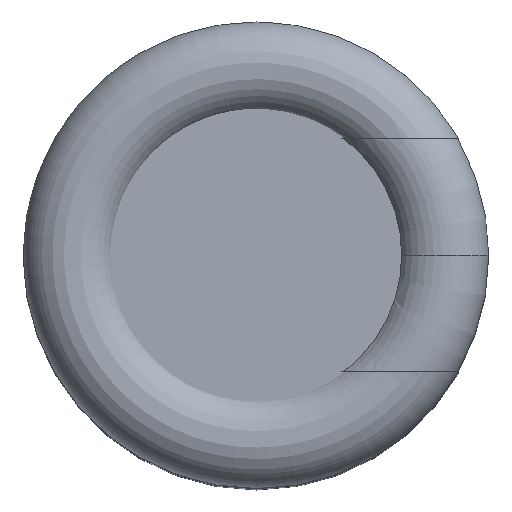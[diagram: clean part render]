
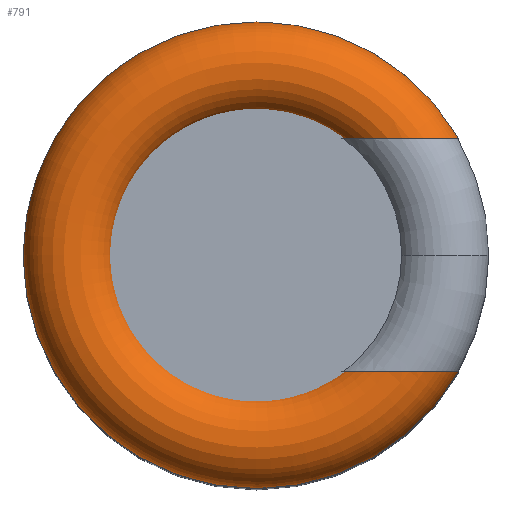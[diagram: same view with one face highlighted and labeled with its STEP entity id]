
A CAD part, top view. The second image highlights one B-rep face of the part: STEP entity #791.
In plain terms, the highlighted toroidal (fillet/blend) face has major radius 2 mm and minor radius 0.5 mm.
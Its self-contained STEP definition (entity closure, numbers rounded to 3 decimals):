
#791 = ADVANCED_FACE('',(#792),#960,.T.);
#792 = FACE_BOUND('',#793,.T.);
#793 = EDGE_LOOP('',(#794,#833,#842,#879,#916,#925));
#794 = ORIENTED_EDGE('',*,*,#795,.F.);
#795 = EDGE_CURVE('',#796,#798,#800,.T.);
#796 = VERTEX_POINT('',#797);
#797 = CARTESIAN_POINT('',(2.165,1.25,10.5));
#798 = VERTEX_POINT('',#799);
#799 = CARTESIAN_POINT('',(1.561,1.25,11.));
#800 = B_SPLINE_CURVE_WITH_KNOTS('',7,(#801,#802,#803,#804,#805,#806,
    #807,#808,#809,#810,#811,#812,#813,#814,#815,#816,#817,#818,#819,
    #820,#821,#822,#823,#824,#825,#826,#827,#828,#829,#830,#831,#832),
  .UNSPECIFIED.,.F.,.F.,(8,6,6,6,6,8),(0.,0.274,0.397,
    0.659,0.874,1.),.UNSPECIFIED.);
#801 = CARTESIAN_POINT('',(2.165,1.25,10.5));
#802 = CARTESIAN_POINT('',(2.165,1.25,10.565));
#803 = CARTESIAN_POINT('',(2.154,1.25,10.629));
#804 = CARTESIAN_POINT('',(2.131,1.25,10.692));
#805 = CARTESIAN_POINT('',(2.098,1.25,10.75));
#806 = CARTESIAN_POINT('',(2.055,1.25,10.804));
#807 = CARTESIAN_POINT('',(2.004,1.25,10.851));
#808 = CARTESIAN_POINT('',(1.92,1.25,10.907));
#809 = CARTESIAN_POINT('',(1.893,1.25,10.923));
#810 = CARTESIAN_POINT('',(1.865,1.25,10.938));
#811 = CARTESIAN_POINT('',(1.835,1.25,10.951));
#812 = CARTESIAN_POINT('',(1.804,1.25,10.962));
#813 = CARTESIAN_POINT('',(1.773,1.25,10.971));
#814 = CARTESIAN_POINT('',(1.672,1.25,10.996));
#815 = CARTESIAN_POINT('',(1.6,1.25,11.005));
#816 = CARTESIAN_POINT('',(1.526,1.25,11.006));
#817 = CARTESIAN_POINT('',(1.451,1.25,10.999));
#818 = CARTESIAN_POINT('',(1.377,1.25,10.985));
#819 = CARTESIAN_POINT('',(1.304,1.25,10.964));
#820 = CARTESIAN_POINT('',(1.177,1.25,10.915));
#821 = CARTESIAN_POINT('',(1.122,1.25,10.888));
#822 = CARTESIAN_POINT('',(1.07,1.25,10.857));
#823 = CARTESIAN_POINT('',(1.02,1.25,10.823));
#824 = CARTESIAN_POINT('',(0.975,1.25,10.785));
#825 = CARTESIAN_POINT('',(0.935,1.25,10.743));
#826 = CARTESIAN_POINT('',(0.882,1.25,10.673));
#827 = CARTESIAN_POINT('',(0.865,1.25,10.646));
#828 = CARTESIAN_POINT('',(0.851,1.25,10.618));
#829 = CARTESIAN_POINT('',(0.84,1.25,10.589));
#830 = CARTESIAN_POINT('',(0.833,1.25,10.559));
#831 = CARTESIAN_POINT('',(0.829,1.25,10.53));
#832 = CARTESIAN_POINT('',(0.829,1.25,10.5));
#833 = ORIENTED_EDGE('',*,*,#834,.T.);
#834 = EDGE_CURVE('',#796,#835,#837,.T.);
#835 = VERTEX_POINT('',#836);
#836 = CARTESIAN_POINT('',(2.165,-1.25,10.5));
#837 = CIRCLE('',#838,2.5);
#838 = AXIS2_PLACEMENT_3D('',#839,#840,#841);
#839 = CARTESIAN_POINT('',(0.,0.,10.5));
#840 = DIRECTION('',(0.,0.,1.));
#841 = DIRECTION('',(1.,0.,0.));
#842 = ORIENTED_EDGE('',*,*,#843,.T.);
#843 = EDGE_CURVE('',#835,#844,#846,.T.);
#844 = VERTEX_POINT('',#845);
#845 = CARTESIAN_POINT('',(1.561,-1.25,11.));
#846 = B_SPLINE_CURVE_WITH_KNOTS('',7,(#847,#848,#849,#850,#851,#852,
    #853,#854,#855,#856,#857,#858,#859,#860,#861,#862,#863,#864,#865,
    #866,#867,#868,#869,#870,#871,#872,#873,#874,#875,#876,#877,#878),
  .UNSPECIFIED.,.F.,.F.,(8,6,6,6,6,8),(0.,0.274,0.397,
    0.659,0.874,1.),.UNSPECIFIED.);
#847 = CARTESIAN_POINT('',(2.165,-1.25,10.5));
#848 = CARTESIAN_POINT('',(2.165,-1.25,10.565));
#849 = CARTESIAN_POINT('',(2.154,-1.25,10.629));
#850 = CARTESIAN_POINT('',(2.131,-1.25,10.692));
#851 = CARTESIAN_POINT('',(2.098,-1.25,10.75));
#852 = CARTESIAN_POINT('',(2.055,-1.25,10.804));
#853 = CARTESIAN_POINT('',(2.004,-1.25,10.851));
#854 = CARTESIAN_POINT('',(1.92,-1.25,10.907));
#855 = CARTESIAN_POINT('',(1.893,-1.25,10.923));
#856 = CARTESIAN_POINT('',(1.865,-1.25,10.938));
#857 = CARTESIAN_POINT('',(1.835,-1.25,10.951));
#858 = CARTESIAN_POINT('',(1.804,-1.25,10.962));
#859 = CARTESIAN_POINT('',(1.773,-1.25,10.971));
#860 = CARTESIAN_POINT('',(1.672,-1.25,10.996));
#861 = CARTESIAN_POINT('',(1.6,-1.25,11.005));
#862 = CARTESIAN_POINT('',(1.526,-1.25,11.006));
#863 = CARTESIAN_POINT('',(1.451,-1.25,10.999));
#864 = CARTESIAN_POINT('',(1.377,-1.25,10.985));
#865 = CARTESIAN_POINT('',(1.304,-1.25,10.964));
#866 = CARTESIAN_POINT('',(1.177,-1.25,10.915));
#867 = CARTESIAN_POINT('',(1.122,-1.25,10.888));
#868 = CARTESIAN_POINT('',(1.07,-1.25,10.857));
#869 = CARTESIAN_POINT('',(1.02,-1.25,10.823));
#870 = CARTESIAN_POINT('',(0.975,-1.25,10.785));
#871 = CARTESIAN_POINT('',(0.935,-1.25,10.743));
#872 = CARTESIAN_POINT('',(0.882,-1.25,10.673));
#873 = CARTESIAN_POINT('',(0.865,-1.25,10.646));
#874 = CARTESIAN_POINT('',(0.851,-1.25,10.618));
#875 = CARTESIAN_POINT('',(0.84,-1.25,10.589));
#876 = CARTESIAN_POINT('',(0.833,-1.25,10.559));
#877 = CARTESIAN_POINT('',(0.829,-1.25,10.53));
#878 = CARTESIAN_POINT('',(0.829,-1.25,10.5));
#879 = ORIENTED_EDGE('',*,*,#880,.T.);
#880 = EDGE_CURVE('',#844,#881,#883,.T.);
#881 = VERTEX_POINT('',#882);
#882 = CARTESIAN_POINT('',(0.829,-1.25,10.5));
#883 = B_SPLINE_CURVE_WITH_KNOTS('',7,(#884,#885,#886,#887,#888,#889,
    #890,#891,#892,#893,#894,#895,#896,#897,#898,#899,#900,#901,#902,
    #903,#904,#905,#906,#907,#908,#909,#910,#911,#912,#913,#914,#915),
  .UNSPECIFIED.,.F.,.F.,(8,6,6,6,6,8),(0.,0.274,0.397,
    0.659,0.874,1.),.UNSPECIFIED.);
#884 = CARTESIAN_POINT('',(2.165,-1.25,10.5));
#885 = CARTESIAN_POINT('',(2.165,-1.25,10.565));
#886 = CARTESIAN_POINT('',(2.154,-1.25,10.629));
#887 = CARTESIAN_POINT('',(2.131,-1.25,10.692));
#888 = CARTESIAN_POINT('',(2.098,-1.25,10.75));
#889 = CARTESIAN_POINT('',(2.055,-1.25,10.804));
#890 = CARTESIAN_POINT('',(2.004,-1.25,10.851));
#891 = CARTESIAN_POINT('',(1.92,-1.25,10.907));
#892 = CARTESIAN_POINT('',(1.893,-1.25,10.923));
#893 = CARTESIAN_POINT('',(1.865,-1.25,10.938));
#894 = CARTESIAN_POINT('',(1.835,-1.25,10.951));
#895 = CARTESIAN_POINT('',(1.804,-1.25,10.962));
#896 = CARTESIAN_POINT('',(1.773,-1.25,10.971));
#897 = CARTESIAN_POINT('',(1.672,-1.25,10.996));
#898 = CARTESIAN_POINT('',(1.6,-1.25,11.005));
#899 = CARTESIAN_POINT('',(1.526,-1.25,11.006));
#900 = CARTESIAN_POINT('',(1.451,-1.25,10.999));
#901 = CARTESIAN_POINT('',(1.377,-1.25,10.985));
#902 = CARTESIAN_POINT('',(1.304,-1.25,10.964));
#903 = CARTESIAN_POINT('',(1.177,-1.25,10.915));
#904 = CARTESIAN_POINT('',(1.122,-1.25,10.888));
#905 = CARTESIAN_POINT('',(1.07,-1.25,10.857));
#906 = CARTESIAN_POINT('',(1.02,-1.25,10.823));
#907 = CARTESIAN_POINT('',(0.975,-1.25,10.785));
#908 = CARTESIAN_POINT('',(0.935,-1.25,10.743));
#909 = CARTESIAN_POINT('',(0.882,-1.25,10.673));
#910 = CARTESIAN_POINT('',(0.865,-1.25,10.646));
#911 = CARTESIAN_POINT('',(0.851,-1.25,10.618));
#912 = CARTESIAN_POINT('',(0.84,-1.25,10.589));
#913 = CARTESIAN_POINT('',(0.833,-1.25,10.559));
#914 = CARTESIAN_POINT('',(0.829,-1.25,10.53));
#915 = CARTESIAN_POINT('',(0.829,-1.25,10.5));
#916 = ORIENTED_EDGE('',*,*,#917,.F.);
#917 = EDGE_CURVE('',#918,#881,#920,.T.);
#918 = VERTEX_POINT('',#919);
#919 = CARTESIAN_POINT('',(0.829,1.25,10.5));
#920 = CIRCLE('',#921,1.5);
#921 = AXIS2_PLACEMENT_3D('',#922,#923,#924);
#922 = CARTESIAN_POINT('',(0.,0.,10.5));
#923 = DIRECTION('',(0.,0.,1.));
#924 = DIRECTION('',(1.,0.,0.));
#925 = ORIENTED_EDGE('',*,*,#926,.F.);
#926 = EDGE_CURVE('',#798,#918,#927,.T.);
#927 = B_SPLINE_CURVE_WITH_KNOTS('',7,(#928,#929,#930,#931,#932,#933,
    #934,#935,#936,#937,#938,#939,#940,#941,#942,#943,#944,#945,#946,
    #947,#948,#949,#950,#951,#952,#953,#954,#955,#956,#957,#958,#959),
  .UNSPECIFIED.,.F.,.F.,(8,6,6,6,6,8),(0.,0.274,0.397,
    0.659,0.874,1.),.UNSPECIFIED.);
#928 = CARTESIAN_POINT('',(2.165,1.25,10.5));
#929 = CARTESIAN_POINT('',(2.165,1.25,10.565));
#930 = CARTESIAN_POINT('',(2.154,1.25,10.629));
#931 = CARTESIAN_POINT('',(2.131,1.25,10.692));
#932 = CARTESIAN_POINT('',(2.098,1.25,10.75));
#933 = CARTESIAN_POINT('',(2.055,1.25,10.804));
#934 = CARTESIAN_POINT('',(2.004,1.25,10.851));
#935 = CARTESIAN_POINT('',(1.92,1.25,10.907));
#936 = CARTESIAN_POINT('',(1.893,1.25,10.923));
#937 = CARTESIAN_POINT('',(1.865,1.25,10.938));
#938 = CARTESIAN_POINT('',(1.835,1.25,10.951));
#939 = CARTESIAN_POINT('',(1.804,1.25,10.962));
#940 = CARTESIAN_POINT('',(1.773,1.25,10.971));
#941 = CARTESIAN_POINT('',(1.672,1.25,10.996));
#942 = CARTESIAN_POINT('',(1.6,1.25,11.005));
#943 = CARTESIAN_POINT('',(1.526,1.25,11.006));
#944 = CARTESIAN_POINT('',(1.451,1.25,10.999));
#945 = CARTESIAN_POINT('',(1.377,1.25,10.985));
#946 = CARTESIAN_POINT('',(1.304,1.25,10.964));
#947 = CARTESIAN_POINT('',(1.177,1.25,10.915));
#948 = CARTESIAN_POINT('',(1.122,1.25,10.888));
#949 = CARTESIAN_POINT('',(1.07,1.25,10.857));
#950 = CARTESIAN_POINT('',(1.02,1.25,10.823));
#951 = CARTESIAN_POINT('',(0.975,1.25,10.785));
#952 = CARTESIAN_POINT('',(0.935,1.25,10.743));
#953 = CARTESIAN_POINT('',(0.882,1.25,10.673));
#954 = CARTESIAN_POINT('',(0.865,1.25,10.646));
#955 = CARTESIAN_POINT('',(0.851,1.25,10.618));
#956 = CARTESIAN_POINT('',(0.84,1.25,10.589));
#957 = CARTESIAN_POINT('',(0.833,1.25,10.559));
#958 = CARTESIAN_POINT('',(0.829,1.25,10.53));
#959 = CARTESIAN_POINT('',(0.829,1.25,10.5));
#960 = TOROIDAL_SURFACE('',#961,2.,0.5);
#961 = AXIS2_PLACEMENT_3D('',#962,#963,#964);
#962 = CARTESIAN_POINT('',(0.,0.,10.5));
#963 = DIRECTION('',(0.,0.,1.));
#964 = DIRECTION('',(1.,0.,0.));
